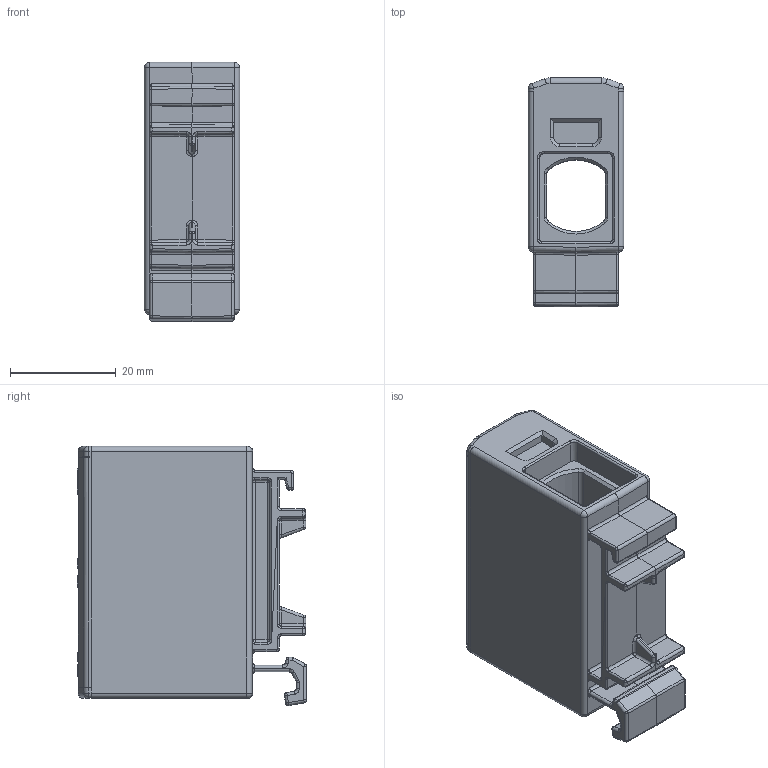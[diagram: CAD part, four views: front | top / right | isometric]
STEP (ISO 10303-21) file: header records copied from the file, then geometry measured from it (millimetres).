
FILE_DESCRIPTION(/* description */ ('Kleinverteiler'),/* implementation_level */ '2;1');
FILE_NAME(/* name */ '27209.0_SVBKA_50_LG.stp',/* time_stamp */ '2017-10-06T09:34:51+02:00',/* author */ ('N.Sziegat'),/* organization */ ('CONTA-CLIP Verbindungstechnik GmbH'),/* preprocessor_version */ 'ST-DEVELOPER v16.1',/* originating_system */ 'Autodesk Inventor 2016',/* authorisation */ '');
FILE_SCHEMA (('AUTOMOTIVE_DESIGN { 1 0 10303 214 3 1 1 }'));
Length unit declared in the file: millimetre
Products named in the file (1): 27209.0_SVBKA_50_LG
Bounding box: 18 x 43.35 x 48.98 mm (x, y, z)
Volume: 22275.1 mm3; surface area: 10791.8 mm2
Topology: 1 solids, 1 shells, 1619 faces, 4414 edges, 2792 vertices
Faces by surface type: plane 1241, cylinder 236, bspline 94, sphere 24, cone 18, torus 6
Full cylindrical faces by diameter (mm): 7.977 x2
Entity records: 52626 total; most frequent: CARTESIAN_POINT 12429, ORIENTED_EDGE 8704, DIRECTION 7658, EDGE_CURVE 4352, LINE 3770, VECTOR 3770, VERTEX_POINT 2788, AXIS2_PLACEMENT_3D 1944
